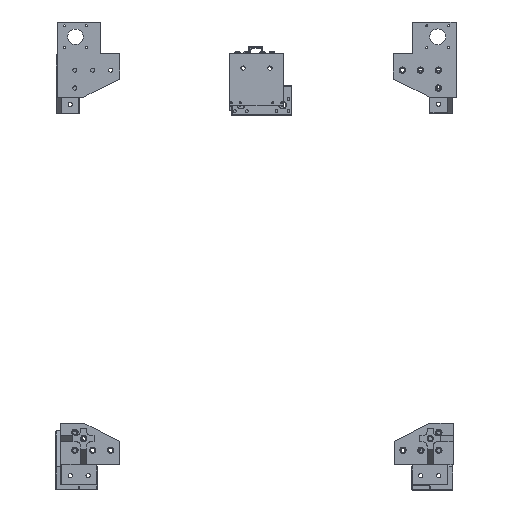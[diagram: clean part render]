
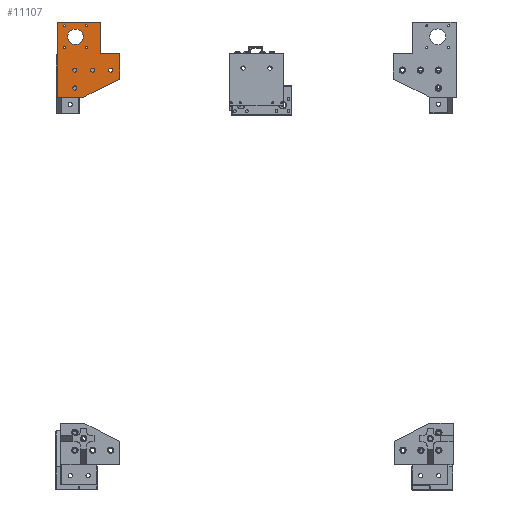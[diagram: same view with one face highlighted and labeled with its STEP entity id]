
A CAD part, top view. The second image highlights one B-rep face of the part: STEP entity #11107.
In plain terms, the highlighted face is planar.
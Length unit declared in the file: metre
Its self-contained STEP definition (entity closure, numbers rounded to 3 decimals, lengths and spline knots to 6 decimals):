
#1031=CIRCLE('',#12415,0.003);
#1032=CIRCLE('',#12416,0.003);
#1033=CIRCLE('',#12417,0.003);
#1034=CIRCLE('',#12418,0.003);
#1035=CIRCLE('',#12419,0.011);
#1036=CIRCLE('',#12420,0.0015);
#1037=CIRCLE('',#12421,0.0015);
#1038=CIRCLE('',#12422,0.0015);
#1039=CIRCLE('',#12423,0.0015);
#2948=ORIENTED_EDGE('',*,*,#4951,.F.);
#2949=ORIENTED_EDGE('',*,*,#4952,.F.);
#2950=ORIENTED_EDGE('',*,*,#4953,.F.);
#2951=ORIENTED_EDGE('',*,*,#4954,.F.);
#2952=ORIENTED_EDGE('',*,*,#4955,.F.);
#2953=ORIENTED_EDGE('',*,*,#4956,.F.);
#2954=ORIENTED_EDGE('',*,*,#4957,.F.);
#2955=ORIENTED_EDGE('',*,*,#4958,.F.);
#2956=ORIENTED_EDGE('',*,*,#4959,.F.);
#2957=ORIENTED_EDGE('',*,*,#4960,.F.);
#2958=ORIENTED_EDGE('',*,*,#4961,.T.);
#2959=ORIENTED_EDGE('',*,*,#4962,.T.);
#2960=ORIENTED_EDGE('',*,*,#4963,.F.);
#2961=ORIENTED_EDGE('',*,*,#4964,.F.);
#2962=ORIENTED_EDGE('',*,*,#4946,.F.);
#2963=ORIENTED_EDGE('',*,*,#4939,.F.);
#4939=EDGE_CURVE('',#6090,#6091,#6863,.T.);
#4946=EDGE_CURVE('',#6091,#6097,#6870,.T.);
#4951=EDGE_CURVE('',#6101,#6101,#1031,.F.);
#4952=EDGE_CURVE('',#6102,#6102,#1032,.F.);
#4953=EDGE_CURVE('',#6103,#6103,#1033,.F.);
#4954=EDGE_CURVE('',#6104,#6104,#1034,.F.);
#4955=EDGE_CURVE('',#6105,#6105,#1035,.F.);
#4956=EDGE_CURVE('',#6106,#6106,#1036,.F.);
#4957=EDGE_CURVE('',#6107,#6107,#1037,.F.);
#4958=EDGE_CURVE('',#6108,#6108,#1038,.F.);
#4959=EDGE_CURVE('',#6109,#6109,#1039,.F.);
#4960=EDGE_CURVE('',#6110,#6090,#6875,.T.);
#4961=EDGE_CURVE('',#6110,#6111,#6876,.T.);
#4962=EDGE_CURVE('',#6111,#6112,#6877,.T.);
#4963=EDGE_CURVE('',#6113,#6112,#6878,.T.);
#4964=EDGE_CURVE('',#6097,#6113,#6879,.T.);
#6090=VERTEX_POINT('',#19834);
#6091=VERTEX_POINT('',#19836);
#6097=VERTEX_POINT('',#19850);
#6101=VERTEX_POINT('',#19860);
#6102=VERTEX_POINT('',#19862);
#6103=VERTEX_POINT('',#19864);
#6104=VERTEX_POINT('',#19866);
#6105=VERTEX_POINT('',#19868);
#6106=VERTEX_POINT('',#19870);
#6107=VERTEX_POINT('',#19872);
#6108=VERTEX_POINT('',#19874);
#6109=VERTEX_POINT('',#19876);
#6110=VERTEX_POINT('',#19878);
#6111=VERTEX_POINT('',#19880);
#6112=VERTEX_POINT('',#19882);
#6113=VERTEX_POINT('',#19884);
#6863=LINE('',#19835,#7542);
#6870=LINE('',#19849,#7549);
#6875=LINE('',#19877,#7554);
#6876=LINE('',#19879,#7555);
#6877=LINE('',#19881,#7556);
#6878=LINE('',#19883,#7557);
#6879=LINE('',#19885,#7558);
#7542=VECTOR('',#15100,1.);
#7549=VECTOR('',#15109,1.);
#7554=VECTOR('',#15134,1.);
#7555=VECTOR('',#15135,1.);
#7556=VECTOR('',#15136,1.);
#7557=VECTOR('',#15137,1.);
#7558=VECTOR('',#15138,1.);
#8597=EDGE_LOOP('',(#2948));
#8598=EDGE_LOOP('',(#2949));
#8599=EDGE_LOOP('',(#2950));
#8600=EDGE_LOOP('',(#2951));
#8601=EDGE_LOOP('',(#2952));
#8602=EDGE_LOOP('',(#2953));
#8603=EDGE_LOOP('',(#2954));
#8604=EDGE_LOOP('',(#2955));
#8605=EDGE_LOOP('',(#2956));
#8606=EDGE_LOOP('',(#2957,#2958,#2959,#2960,#2961,#2962,#2963));
#9872=FACE_BOUND('',#8597,.T.);
#9873=FACE_BOUND('',#8598,.T.);
#9874=FACE_BOUND('',#8599,.T.);
#9875=FACE_BOUND('',#8600,.T.);
#9876=FACE_BOUND('',#8601,.T.);
#9877=FACE_BOUND('',#8602,.T.);
#9878=FACE_BOUND('',#8603,.T.);
#9879=FACE_BOUND('',#8604,.T.);
#9880=FACE_BOUND('',#8605,.T.);
#9881=FACE_BOUND('',#8606,.T.);
#10543=PLANE('',#12414);
#11107=ADVANCED_FACE('',(#9872,#9873,#9874,#9875,#9876,#9877,#9878,#9879,
#9880,#9881),#10543,.F.);
#12414=AXIS2_PLACEMENT_3D('',#19858,#15114,#15115);
#12415=AXIS2_PLACEMENT_3D('',#19859,#15116,#15117);
#12416=AXIS2_PLACEMENT_3D('',#19861,#15118,#15119);
#12417=AXIS2_PLACEMENT_3D('',#19863,#15120,#15121);
#12418=AXIS2_PLACEMENT_3D('',#19865,#15122,#15123);
#12419=AXIS2_PLACEMENT_3D('',#19867,#15124,#15125);
#12420=AXIS2_PLACEMENT_3D('',#19869,#15126,#15127);
#12421=AXIS2_PLACEMENT_3D('',#19871,#15128,#15129);
#12422=AXIS2_PLACEMENT_3D('',#19873,#15130,#15131);
#12423=AXIS2_PLACEMENT_3D('',#19875,#15132,#15133);
#15100=DIRECTION('',(0.,0.,1.));
#15109=DIRECTION('',(1.,0.,0.));
#15114=DIRECTION('',(0.,1.,0.));
#15115=DIRECTION('',(0.,0.,1.));
#15116=DIRECTION('',(0.,1.,0.));
#15117=DIRECTION('',(0.,0.,1.));
#15118=DIRECTION('',(0.,1.,0.));
#15119=DIRECTION('',(0.,0.,1.));
#15120=DIRECTION('',(0.,1.,0.));
#15121=DIRECTION('',(0.,0.,1.));
#15122=DIRECTION('',(0.,1.,0.));
#15123=DIRECTION('',(0.,0.,1.));
#15124=DIRECTION('',(0.,1.,0.));
#15125=DIRECTION('',(0.,0.,1.));
#15126=DIRECTION('',(0.,1.,0.));
#15127=DIRECTION('',(0.,0.,1.));
#15128=DIRECTION('',(0.,1.,0.));
#15129=DIRECTION('',(0.,0.,1.));
#15130=DIRECTION('',(0.,1.,0.));
#15131=DIRECTION('',(0.,0.,1.));
#15132=DIRECTION('',(0.,1.,0.));
#15133=DIRECTION('',(0.,0.,1.));
#15134=DIRECTION('',(1.,0.,0.));
#15135=DIRECTION('',(0.,0.,-1.));
#15136=DIRECTION('',(1.,0.,0.));
#15137=DIRECTION('',(0.,0.,-1.));
#15138=DIRECTION('',(0.447,0.,-0.894));
#19834=CARTESIAN_POINT('',(-0.003,-0.0837,0.0567));
#19835=CARTESIAN_POINT('',(-0.003,-0.0837,0.0517));
#19836=CARTESIAN_POINT('',(-0.003,-0.0837,0.0837));
#19849=CARTESIAN_POINT('',(0.00375,-0.0837,0.0837));
#19850=CARTESIAN_POINT('',(0.0329,-0.0837,0.0837));
#19858=CARTESIAN_POINT('',(0.00375,-0.0837,0.0329));
#19859=CARTESIAN_POINT('',(0.0456,-0.0837,0.0202));
#19860=CARTESIAN_POINT('',(0.0456,-0.0837,0.0232));
#19861=CARTESIAN_POINT('',(0.0202,-0.0837,0.0202));
#19862=CARTESIAN_POINT('',(0.0202,-0.0837,0.0232));
#19863=CARTESIAN_POINT('',(0.0202,-0.0837,0.0456));
#19864=CARTESIAN_POINT('',(0.0202,-0.0837,0.0486));
#19865=CARTESIAN_POINT('',(0.0202,-0.0837,0.071));
#19866=CARTESIAN_POINT('',(0.0202,-0.0837,0.074));
#19867=CARTESIAN_POINT('',(-0.027,-0.0837,0.021));
#19868=CARTESIAN_POINT('',(-0.027,-0.0837,0.032));
#19869=CARTESIAN_POINT('',(-0.0425,-0.0837,0.0055));
#19870=CARTESIAN_POINT('',(-0.0425,-0.0837,0.007));
#19871=CARTESIAN_POINT('',(-0.0115,-0.0837,0.0055));
#19872=CARTESIAN_POINT('',(-0.0115,-0.0837,0.007));
#19873=CARTESIAN_POINT('',(-0.0115,-0.0837,0.0365));
#19874=CARTESIAN_POINT('',(-0.0115,-0.0837,0.038));
#19875=CARTESIAN_POINT('',(-0.0425,-0.0837,0.0365));
#19876=CARTESIAN_POINT('',(-0.0425,-0.0837,0.038));
#19877=CARTESIAN_POINT('',(0.00375,-0.0837,0.0567));
#19878=CARTESIAN_POINT('',(-0.048,-0.0837,0.0567));
#19879=CARTESIAN_POINT('',(-0.048,-0.0837,0.0329));
#19880=CARTESIAN_POINT('',(-0.048,-0.0837,-0.005));
#19881=CARTESIAN_POINT('',(0.00375,-0.0837,-0.005));
#19882=CARTESIAN_POINT('',(0.0583,-0.0837,-0.005));
#19883=CARTESIAN_POINT('',(0.0583,-0.0837,0.0329));
#19884=CARTESIAN_POINT('',(0.0583,-0.0837,0.0329));
#19885=CARTESIAN_POINT('',(0.0456,-0.0837,0.0583));
